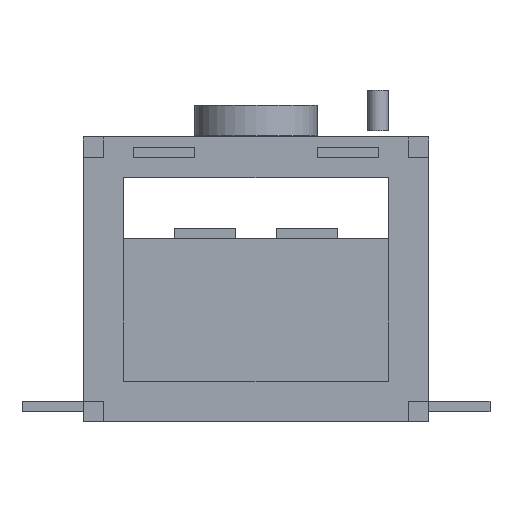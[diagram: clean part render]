
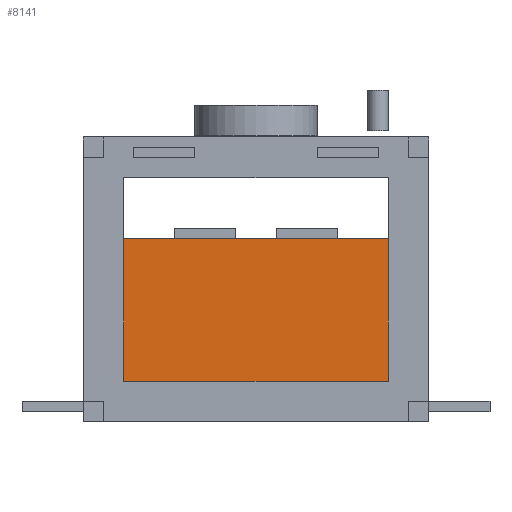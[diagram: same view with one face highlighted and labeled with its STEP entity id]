
A CAD part, front view. The second image highlights one B-rep face of the part: STEP entity #8141.
In plain terms, the highlighted planar face has unit normal (0, -1, 0).
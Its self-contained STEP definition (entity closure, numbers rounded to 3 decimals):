
#7925 = EDGE_CURVE('',#7926,#7928,#7930,.T.);
#7926 = VERTEX_POINT('',#7927);
#7927 = CARTESIAN_POINT('',(-75.,300.,-60.));
#7928 = VERTEX_POINT('',#7929);
#7929 = CARTESIAN_POINT('',(-75.,300.,20.));
#7930 = SURFACE_CURVE('',#7931,(#7935,#7947),.PCURVE_S1.);
#7931 = LINE('',#7932,#7933);
#7932 = CARTESIAN_POINT('',(-75.,300.,-60.));
#7933 = VECTOR('',#7934,1.);
#7934 = DIRECTION('',(0.,0.,1.));
#7935 = PCURVE('',#7936,#7941);
#7936 = PLANE('',#7937);
#7937 = AXIS2_PLACEMENT_3D('',#7938,#7939,#7940);
#7938 = CARTESIAN_POINT('',(-75.,300.,-60.));
#7939 = DIRECTION('',(1.,0.,0.));
#7940 = DIRECTION('',(0.,0.,1.));
#7941 = DEFINITIONAL_REPRESENTATION('',(#7942),#7946);
#7942 = LINE('',#7943,#7944);
#7943 = CARTESIAN_POINT('',(0.,0.));
#7944 = VECTOR('',#7945,1.);
#7945 = DIRECTION('',(1.,0.));
#7946 = ( GEOMETRIC_REPRESENTATION_CONTEXT(2) 
PARAMETRIC_REPRESENTATION_CONTEXT() REPRESENTATION_CONTEXT('2D SPACE',''
  ) );
#7947 = PCURVE('',#7948,#7953);
#7948 = PLANE('',#7949);
#7949 = AXIS2_PLACEMENT_3D('',#7950,#7951,#7952);
#7950 = CARTESIAN_POINT('',(-75.,300.,-60.));
#7951 = DIRECTION('',(0.,1.,0.));
#7952 = DIRECTION('',(0.,0.,1.));
#7953 = DEFINITIONAL_REPRESENTATION('',(#7954),#7958);
#7954 = LINE('',#7955,#7956);
#7955 = CARTESIAN_POINT('',(0.,0.));
#7956 = VECTOR('',#7957,1.);
#7957 = DIRECTION('',(1.,0.));
#7958 = ( GEOMETRIC_REPRESENTATION_CONTEXT(2) 
PARAMETRIC_REPRESENTATION_CONTEXT() REPRESENTATION_CONTEXT('2D SPACE',''
  ) );
#7976 = PLANE('',#7977);
#7977 = AXIS2_PLACEMENT_3D('',#7978,#7979,#7980);
#7978 = CARTESIAN_POINT('',(-75.,300.,-60.));
#7979 = DIRECTION('',(0.,0.,1.));
#7980 = DIRECTION('',(1.,0.,0.));
#8030 = PLANE('',#8031);
#8031 = AXIS2_PLACEMENT_3D('',#8032,#8033,#8034);
#8032 = CARTESIAN_POINT('',(-75.,300.,20.));
#8033 = DIRECTION('',(0.,0.,1.));
#8034 = DIRECTION('',(1.,0.,0.));
#8045 = EDGE_CURVE('',#8046,#8048,#8050,.T.);
#8046 = VERTEX_POINT('',#8047);
#8047 = CARTESIAN_POINT('',(75.,300.,-60.));
#8048 = VERTEX_POINT('',#8049);
#8049 = CARTESIAN_POINT('',(75.,300.,20.));
#8050 = SURFACE_CURVE('',#8051,(#8055,#8067),.PCURVE_S1.);
#8051 = LINE('',#8052,#8053);
#8052 = CARTESIAN_POINT('',(75.,300.,-60.));
#8053 = VECTOR('',#8054,1.);
#8054 = DIRECTION('',(0.,0.,1.));
#8055 = PCURVE('',#8056,#8061);
#8056 = PLANE('',#8057);
#8057 = AXIS2_PLACEMENT_3D('',#8058,#8059,#8060);
#8058 = CARTESIAN_POINT('',(75.,300.,-60.));
#8059 = DIRECTION('',(1.,0.,0.));
#8060 = DIRECTION('',(0.,0.,1.));
#8061 = DEFINITIONAL_REPRESENTATION('',(#8062),#8066);
#8062 = LINE('',#8063,#8064);
#8063 = CARTESIAN_POINT('',(0.,0.));
#8064 = VECTOR('',#8065,1.);
#8065 = DIRECTION('',(1.,0.));
#8066 = ( GEOMETRIC_REPRESENTATION_CONTEXT(2) 
PARAMETRIC_REPRESENTATION_CONTEXT() REPRESENTATION_CONTEXT('2D SPACE',''
  ) );
#8067 = PCURVE('',#7948,#8068);
#8068 = DEFINITIONAL_REPRESENTATION('',(#8069),#8073);
#8069 = LINE('',#8070,#8071);
#8070 = CARTESIAN_POINT('',(0.,150.));
#8071 = VECTOR('',#8072,1.);
#8072 = DIRECTION('',(1.,0.));
#8073 = ( GEOMETRIC_REPRESENTATION_CONTEXT(2) 
PARAMETRIC_REPRESENTATION_CONTEXT() REPRESENTATION_CONTEXT('2D SPACE',''
  ) );
#8141 = ADVANCED_FACE('',(#8142),#7948,.F.);
#8142 = FACE_BOUND('',#8143,.F.);
#8143 = EDGE_LOOP('',(#8144,#8165,#8166,#8187));
#8144 = ORIENTED_EDGE('',*,*,#8145,.F.);
#8145 = EDGE_CURVE('',#7926,#8046,#8146,.T.);
#8146 = SURFACE_CURVE('',#8147,(#8151,#8158),.PCURVE_S1.);
#8147 = LINE('',#8148,#8149);
#8148 = CARTESIAN_POINT('',(-75.,300.,-60.));
#8149 = VECTOR('',#8150,1.);
#8150 = DIRECTION('',(1.,0.,0.));
#8151 = PCURVE('',#7948,#8152);
#8152 = DEFINITIONAL_REPRESENTATION('',(#8153),#8157);
#8153 = LINE('',#8154,#8155);
#8154 = CARTESIAN_POINT('',(0.,0.));
#8155 = VECTOR('',#8156,1.);
#8156 = DIRECTION('',(0.,1.));
#8157 = ( GEOMETRIC_REPRESENTATION_CONTEXT(2) 
PARAMETRIC_REPRESENTATION_CONTEXT() REPRESENTATION_CONTEXT('2D SPACE',''
  ) );
#8158 = PCURVE('',#7976,#8159);
#8159 = DEFINITIONAL_REPRESENTATION('',(#8160),#8164);
#8160 = LINE('',#8161,#8162);
#8161 = CARTESIAN_POINT('',(0.,0.));
#8162 = VECTOR('',#8163,1.);
#8163 = DIRECTION('',(1.,0.));
#8164 = ( GEOMETRIC_REPRESENTATION_CONTEXT(2) 
PARAMETRIC_REPRESENTATION_CONTEXT() REPRESENTATION_CONTEXT('2D SPACE',''
  ) );
#8165 = ORIENTED_EDGE('',*,*,#7925,.T.);
#8166 = ORIENTED_EDGE('',*,*,#8167,.T.);
#8167 = EDGE_CURVE('',#7928,#8048,#8168,.T.);
#8168 = SURFACE_CURVE('',#8169,(#8173,#8180),.PCURVE_S1.);
#8169 = LINE('',#8170,#8171);
#8170 = CARTESIAN_POINT('',(-75.,300.,20.));
#8171 = VECTOR('',#8172,1.);
#8172 = DIRECTION('',(1.,0.,0.));
#8173 = PCURVE('',#7948,#8174);
#8174 = DEFINITIONAL_REPRESENTATION('',(#8175),#8179);
#8175 = LINE('',#8176,#8177);
#8176 = CARTESIAN_POINT('',(80.,0.));
#8177 = VECTOR('',#8178,1.);
#8178 = DIRECTION('',(0.,1.));
#8179 = ( GEOMETRIC_REPRESENTATION_CONTEXT(2) 
PARAMETRIC_REPRESENTATION_CONTEXT() REPRESENTATION_CONTEXT('2D SPACE',''
  ) );
#8180 = PCURVE('',#8030,#8181);
#8181 = DEFINITIONAL_REPRESENTATION('',(#8182),#8186);
#8182 = LINE('',#8183,#8184);
#8183 = CARTESIAN_POINT('',(0.,0.));
#8184 = VECTOR('',#8185,1.);
#8185 = DIRECTION('',(1.,0.));
#8186 = ( GEOMETRIC_REPRESENTATION_CONTEXT(2) 
PARAMETRIC_REPRESENTATION_CONTEXT() REPRESENTATION_CONTEXT('2D SPACE',''
  ) );
#8187 = ORIENTED_EDGE('',*,*,#8045,.F.);
